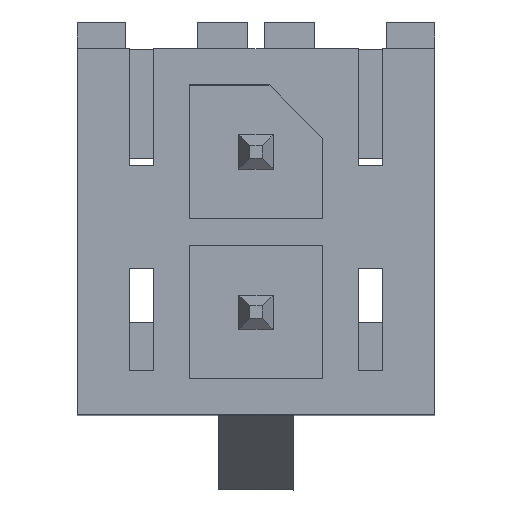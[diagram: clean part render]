
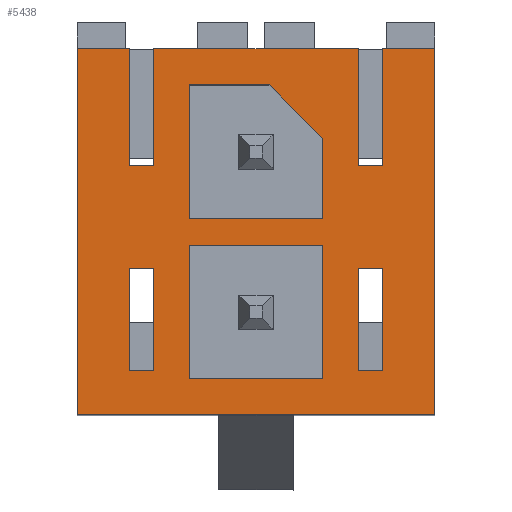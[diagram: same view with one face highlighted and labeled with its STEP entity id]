
A CAD part, top view. The second image highlights one B-rep face of the part: STEP entity #5438.
In plain terms, the highlighted planar face has unit normal (0, 0, 1).
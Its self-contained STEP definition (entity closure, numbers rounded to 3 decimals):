
#798=ORIENTED_EDGE('',*,*,#1682,.T.);
#799=ORIENTED_EDGE('',*,*,#1683,.T.);
#800=ORIENTED_EDGE('',*,*,#1684,.T.);
#801=ORIENTED_EDGE('',*,*,#1685,.T.);
#802=ORIENTED_EDGE('',*,*,#1670,.T.);
#803=ORIENTED_EDGE('',*,*,#1674,.T.);
#804=ORIENTED_EDGE('',*,*,#1673,.T.);
#805=ORIENTED_EDGE('',*,*,#1677,.T.);
#806=ORIENTED_EDGE('',*,*,#1633,.F.);
#807=ORIENTED_EDGE('',*,*,#1626,.F.);
#808=ORIENTED_EDGE('',*,*,#1629,.F.);
#809=ORIENTED_EDGE('',*,*,#1631,.F.);
#810=ORIENTED_EDGE('',*,*,#1588,.F.);
#811=ORIENTED_EDGE('',*,*,#1582,.F.);
#812=ORIENTED_EDGE('',*,*,#1585,.F.);
#813=ORIENTED_EDGE('',*,*,#1307,.F.);
#814=ORIENTED_EDGE('',*,*,#1586,.F.);
#815=ORIENTED_EDGE('',*,*,#1686,.T.);
#816=ORIENTED_EDGE('',*,*,#1687,.T.);
#817=ORIENTED_EDGE('',*,*,#1421,.T.);
#818=ORIENTED_EDGE('',*,*,#1688,.T.);
#819=ORIENTED_EDGE('',*,*,#1689,.T.);
#820=ORIENTED_EDGE('',*,*,#1640,.F.);
#821=ORIENTED_EDGE('',*,*,#1636,.F.);
#822=ORIENTED_EDGE('',*,*,#1649,.T.);
#823=ORIENTED_EDGE('',*,*,#1690,.T.);
#824=ORIENTED_EDGE('',*,*,#1662,.T.);
#825=ORIENTED_EDGE('',*,*,#1572,.T.);
#826=ORIENTED_EDGE('',*,*,#1676,.T.);
#1307=EDGE_CURVE('',#1888,#1889,#2266,.T.);
#1421=EDGE_CURVE('',#1974,#1973,#2365,.T.);
#1572=EDGE_CURVE('',#2083,#2082,#2499,.T.);
#1582=EDGE_CURVE('',#2091,#2092,#2509,.T.);
#1585=EDGE_CURVE('',#1889,#2091,#2512,.T.);
#1586=EDGE_CURVE('',#2093,#1888,#2513,.T.);
#1588=EDGE_CURVE('',#2092,#2093,#2515,.T.);
#1626=EDGE_CURVE('',#2114,#2115,#2553,.T.);
#1629=EDGE_CURVE('',#2116,#2114,#2556,.T.);
#1631=EDGE_CURVE('',#2117,#2116,#2558,.T.);
#1633=EDGE_CURVE('',#2115,#2117,#2560,.T.);
#1636=EDGE_CURVE('',#2119,#2120,#2563,.T.);
#1640=EDGE_CURVE('',#2120,#2122,#2567,.T.);
#1649=EDGE_CURVE('',#2119,#2123,#2576,.T.);
#1662=EDGE_CURVE('',#2128,#2083,#2589,.T.);
#1670=EDGE_CURVE('',#2129,#2130,#2597,.T.);
#1673=EDGE_CURVE('',#2131,#2132,#2600,.T.);
#1674=EDGE_CURVE('',#2130,#2131,#2601,.T.);
#1676=EDGE_CURVE('',#2082,#2133,#2603,.T.);
#1677=EDGE_CURVE('',#2132,#2129,#2604,.T.);
#1682=EDGE_CURVE('',#2134,#2135,#2609,.T.);
#1683=EDGE_CURVE('',#2135,#2136,#2610,.T.);
#1684=EDGE_CURVE('',#2136,#2137,#2611,.T.);
#1685=EDGE_CURVE('',#2137,#2134,#2612,.T.);
#1686=EDGE_CURVE('',#2133,#2138,#2613,.T.);
#1687=EDGE_CURVE('',#2138,#1974,#2614,.T.);
#1688=EDGE_CURVE('',#1973,#2139,#2615,.T.);
#1689=EDGE_CURVE('',#2139,#2122,#2616,.T.);
#1690=EDGE_CURVE('',#2123,#2128,#2617,.T.);
#1888=VERTEX_POINT('',#6876);
#1889=VERTEX_POINT('',#6878);
#1973=VERTEX_POINT('',#7134);
#1974=VERTEX_POINT('',#7136);
#2082=VERTEX_POINT('',#7464);
#2083=VERTEX_POINT('',#7466);
#2091=VERTEX_POINT('',#7486);
#2092=VERTEX_POINT('',#7487);
#2093=VERTEX_POINT('',#7494);
#2114=VERTEX_POINT('',#7564);
#2115=VERTEX_POINT('',#7565);
#2116=VERTEX_POINT('',#7570);
#2117=VERTEX_POINT('',#7574);
#2119=VERTEX_POINT('',#7582);
#2120=VERTEX_POINT('',#7584);
#2122=VERTEX_POINT('',#7591);
#2123=VERTEX_POINT('',#7601);
#2128=VERTEX_POINT('',#7625);
#2129=VERTEX_POINT('',#7636);
#2130=VERTEX_POINT('',#7638);
#2131=VERTEX_POINT('',#7642);
#2132=VERTEX_POINT('',#7644);
#2133=VERTEX_POINT('',#7650);
#2134=VERTEX_POINT('',#7667);
#2135=VERTEX_POINT('',#7668);
#2136=VERTEX_POINT('',#7670);
#2137=VERTEX_POINT('',#7672);
#2138=VERTEX_POINT('',#7675);
#2139=VERTEX_POINT('',#7678);
#2266=LINE('',#6877,#2791);
#2365=LINE('',#7135,#2890);
#2499=LINE('',#7465,#3024);
#2509=LINE('',#7485,#3034);
#2512=LINE('',#7491,#3037);
#2513=LINE('',#7493,#3038);
#2515=LINE('',#7497,#3040);
#2553=LINE('',#7563,#3078);
#2556=LINE('',#7569,#3081);
#2558=LINE('',#7573,#3083);
#2560=LINE('',#7577,#3085);
#2563=LINE('',#7583,#3088);
#2567=LINE('',#7590,#3092);
#2576=LINE('',#7602,#3101);
#2589=LINE('',#7624,#3114);
#2597=LINE('',#7639,#3122);
#2600=LINE('',#7645,#3125);
#2601=LINE('',#7647,#3126);
#2603=LINE('',#7651,#3128);
#2604=LINE('',#7652,#3129);
#2609=LINE('',#7666,#3134);
#2610=LINE('',#7669,#3135);
#2611=LINE('',#7671,#3136);
#2612=LINE('',#7673,#3137);
#2613=LINE('',#7674,#3138);
#2614=LINE('',#7676,#3139);
#2615=LINE('',#7677,#3140);
#2616=LINE('',#7679,#3141);
#2617=LINE('',#7680,#3142);
#2791=VECTOR('',#5825,1000.);
#2890=VECTOR('',#6008,1000.);
#3024=VECTOR('',#6252,1000.);
#3034=VECTOR('',#6266,1000.);
#3037=VECTOR('',#6271,1000.);
#3038=VECTOR('',#6274,1000.);
#3040=VECTOR('',#6278,1000.);
#3078=VECTOR('',#6332,1000.);
#3081=VECTOR('',#6337,1000.);
#3083=VECTOR('',#6341,1000.);
#3085=VECTOR('',#6345,1000.);
#3088=VECTOR('',#6350,1000.);
#3092=VECTOR('',#6356,1000.);
#3101=VECTOR('',#6367,1000.);
#3114=VECTOR('',#6390,1000.);
#3122=VECTOR('',#6406,1000.);
#3125=VECTOR('',#6411,1000.);
#3126=VECTOR('',#6414,1000.);
#3128=VECTOR('',#6418,1000.);
#3129=VECTOR('',#6419,1000.);
#3134=VECTOR('',#6442,1000.);
#3135=VECTOR('',#6443,1000.);
#3136=VECTOR('',#6444,1000.);
#3137=VECTOR('',#6445,1000.);
#3138=VECTOR('',#6446,1000.);
#3139=VECTOR('',#6447,1000.);
#3140=VECTOR('',#6448,1000.);
#3141=VECTOR('',#6449,1000.);
#3142=VECTOR('',#6450,1000.);
#3406=EDGE_LOOP('',(#798,#799,#800,#801));
#3407=EDGE_LOOP('',(#802,#803,#804,#805));
#3408=EDGE_LOOP('',(#806,#807,#808,#809));
#3409=EDGE_LOOP('',(#810,#811,#812,#813,#814));
#3410=EDGE_LOOP('',(#815,#816,#817,#818,#819,#820,#821,#822,#823,#824,#825,
#826));
#3619=FACE_BOUND('',#3406,.T.);
#3620=FACE_BOUND('',#3407,.T.);
#3621=FACE_BOUND('',#3408,.T.);
#3622=FACE_BOUND('',#3409,.T.);
#3623=FACE_BOUND('',#3410,.T.);
#3816=PLANE('',#5665);
#5438=ADVANCED_FACE('',(#3619,#3620,#3621,#3622,#3623),#3816,.T.);
#5665=AXIS2_PLACEMENT_3D('',#7665,#6440,#6441);
#5825=DIRECTION('',(0.707,0.707,0.));
#6008=DIRECTION('',(0.,1.,0.));
#6252=DIRECTION('',(0.,1.,0.));
#6266=DIRECTION('',(-1.,0.,0.));
#6271=DIRECTION('',(0.,1.,0.));
#6274=DIRECTION('',(1.,0.,0.));
#6278=DIRECTION('',(0.,-1.,0.));
#6332=DIRECTION('',(0.,-1.,0.));
#6337=DIRECTION('',(-1.,0.,0.));
#6341=DIRECTION('',(0.,1.,0.));
#6345=DIRECTION('',(1.,0.,0.));
#6350=DIRECTION('',(0.,1.,0.));
#6356=DIRECTION('',(1.,0.,0.));
#6367=DIRECTION('',(1.,0.,0.));
#6390=DIRECTION('',(-1.,0.,0.));
#6406=DIRECTION('',(0.,-1.,0.));
#6411=DIRECTION('',(0.,1.,0.));
#6414=DIRECTION('',(-1.,0.,0.));
#6418=DIRECTION('',(1.,0.,0.));
#6419=DIRECTION('',(1.,0.,0.));
#6440=DIRECTION('',(0.,0.,1.));
#6441=DIRECTION('',(1.,0.,0.));
#6442=DIRECTION('',(-1.,0.,0.));
#6443=DIRECTION('',(0.,1.,0.));
#6444=DIRECTION('',(1.,0.,0.));
#6445=DIRECTION('',(0.,-1.,0.));
#6446=DIRECTION('',(0.,1.,0.));
#6447=DIRECTION('',(-1.,0.,0.));
#6448=DIRECTION('',(1.,0.,0.));
#6449=DIRECTION('',(0.,1.,0.));
#6450=DIRECTION('',(0.,1.,0.));
#6876=CARTESIAN_POINT('',(1.75,-1.25,4.95));
#6877=CARTESIAN_POINT('',(2.75,-0.25,4.95));
#6878=CARTESIAN_POINT('',(2.75,-0.25,4.95));
#7134=CARTESIAN_POINT('',(1.25,2.37,4.95));
#7135=CARTESIAN_POINT('',(1.25,1.91,4.95));
#7136=CARTESIAN_POINT('',(1.25,1.91,4.95));
#7464=CARTESIAN_POINT('',(1.25,-1.91,4.95));
#7465=CARTESIAN_POINT('',(1.25,-2.37,4.95));
#7466=CARTESIAN_POINT('',(1.25,-2.37,4.95));
#7485=CARTESIAN_POINT('',(2.75,1.25,4.95));
#7486=CARTESIAN_POINT('',(2.75,1.25,4.95));
#7487=CARTESIAN_POINT('',(0.25,1.25,4.95));
#7491=CARTESIAN_POINT('',(2.75,-1.25,4.95));
#7493=CARTESIAN_POINT('',(0.25,-1.25,4.95));
#7494=CARTESIAN_POINT('',(0.25,-1.25,4.95));
#7497=CARTESIAN_POINT('',(0.25,1.25,4.95));
#7563=CARTESIAN_POINT('',(-2.75,1.25,4.95));
#7564=CARTESIAN_POINT('',(-2.75,1.25,4.95));
#7565=CARTESIAN_POINT('',(-2.75,-1.25,4.95));
#7569=CARTESIAN_POINT('',(-0.25,1.25,4.95));
#7570=CARTESIAN_POINT('',(-0.25,1.25,4.95));
#7573=CARTESIAN_POINT('',(-0.25,-1.25,4.95));
#7574=CARTESIAN_POINT('',(-0.25,-1.25,4.95));
#7577=CARTESIAN_POINT('',(-2.75,-1.25,4.95));
#7582=CARTESIAN_POINT('',(-3.43,-3.35,4.95));
#7583=CARTESIAN_POINT('',(-3.43,-3.35,4.95));
#7584=CARTESIAN_POINT('',(-3.43,3.35,4.95));
#7590=CARTESIAN_POINT('',(-3.43,3.35,4.95));
#7591=CARTESIAN_POINT('',(3.43,3.35,4.95));
#7601=CARTESIAN_POINT('',(3.43,-3.35,4.95));
#7602=CARTESIAN_POINT('',(-3.43,-3.35,4.95));
#7624=CARTESIAN_POINT('',(3.43,-2.37,4.95));
#7625=CARTESIAN_POINT('',(3.43,-2.37,4.95));
#7636=CARTESIAN_POINT('',(-0.68,-1.91,4.95));
#7638=CARTESIAN_POINT('',(-0.68,-2.37,4.95));
#7639=CARTESIAN_POINT('',(-0.68,-1.91,4.95));
#7642=CARTESIAN_POINT('',(-2.6,-2.37,4.95));
#7644=CARTESIAN_POINT('',(-2.6,-1.91,4.95));
#7645=CARTESIAN_POINT('',(-2.6,-2.37,4.95));
#7647=CARTESIAN_POINT('',(-0.68,-2.37,4.95));
#7650=CARTESIAN_POINT('',(3.43,-1.91,4.95));
#7651=CARTESIAN_POINT('',(1.25,-1.91,4.95));
#7652=CARTESIAN_POINT('',(-2.6,-1.91,4.95));
#7665=CARTESIAN_POINT('',(-3.43,-3.35,4.95));
#7666=CARTESIAN_POINT('',(-0.68,1.91,4.95));
#7667=CARTESIAN_POINT('',(-0.68,1.91,4.95));
#7668=CARTESIAN_POINT('',(-2.6,1.91,4.95));
#7669=CARTESIAN_POINT('',(-2.6,1.91,4.95));
#7670=CARTESIAN_POINT('',(-2.6,2.37,4.95));
#7671=CARTESIAN_POINT('',(-2.6,2.37,4.95));
#7672=CARTESIAN_POINT('',(-0.68,2.37,4.95));
#7673=CARTESIAN_POINT('',(-0.68,2.37,4.95));
#7674=CARTESIAN_POINT('',(3.43,-3.35,4.95));
#7675=CARTESIAN_POINT('',(3.43,1.91,4.95));
#7676=CARTESIAN_POINT('',(3.43,1.91,4.95));
#7677=CARTESIAN_POINT('',(1.25,2.37,4.95));
#7678=CARTESIAN_POINT('',(3.43,2.37,4.95));
#7679=CARTESIAN_POINT('',(3.43,-3.35,4.95));
#7680=CARTESIAN_POINT('',(3.43,-3.35,4.95));
